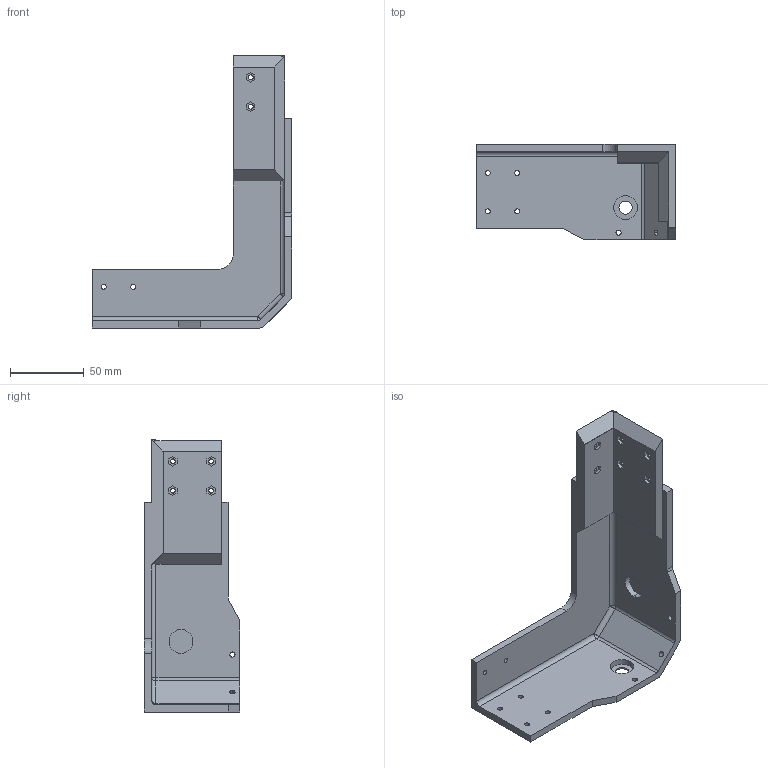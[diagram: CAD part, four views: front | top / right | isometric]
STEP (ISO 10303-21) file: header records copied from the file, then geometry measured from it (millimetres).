
FILE_DESCRIPTION (( 'STEP AP203' ), '1' );
FILE_NAME ('奻裔2.step', '2020-08-13T07:39:48', ( '' ), ( '' ), 'SwSTEP 2.0', 'SolidWorks 2018', '' );
FILE_SCHEMA (( 'CONFIG_CONTROL_DESIGN' ));
Length unit declared in the file: millimetre
Products named in the file (1): 奻裔2
Bounding box: 136 x 65 x 185 mm (x, y, z)
Volume: 160675.3 mm3; surface area: 59460.3 mm2
Topology: 1 solids, 1 shells, 121 faces, 325 edges, 212 vertices
Faces by surface type: plane 73, cylinder 46, sphere 2
Entity records: 3908 total; most frequent: CARTESIAN_POINT 669, DIRECTION 653, ORIENTED_EDGE 646, EDGE_CURVE 323, LINE 229, VECTOR 229, AXIS2_PLACEMENT_3D 212, VERTEX_POINT 212
